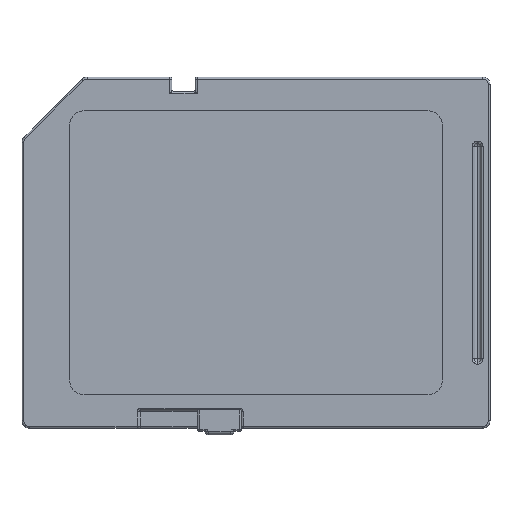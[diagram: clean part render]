
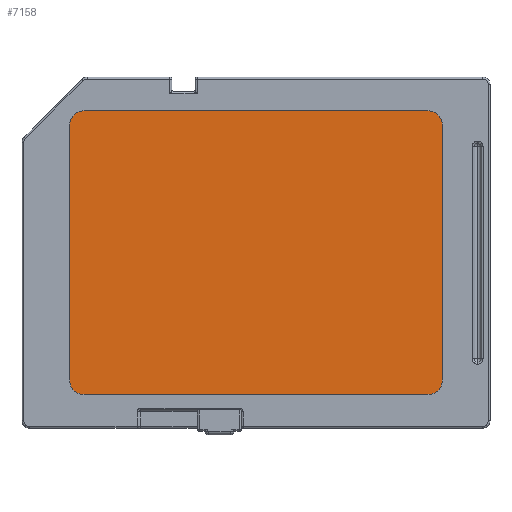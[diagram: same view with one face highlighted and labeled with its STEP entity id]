
A CAD part, top view. The second image highlights one B-rep face of the part: STEP entity #7158.
In plain terms, the highlighted planar face has unit normal (0, 0, 1).
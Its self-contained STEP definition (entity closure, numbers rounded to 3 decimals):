
#576 = ORIENTED_EDGE ( 'NONE', *, *, #6973, .T. ) ;
#578 = ORIENTED_EDGE ( 'NONE', *, *, #6963, .T. ) ;
#579 = ORIENTED_EDGE ( 'NONE', *, *, #6977, .T. ) ;
#580 = ORIENTED_EDGE ( 'NONE', *, *, #6975, .T. ) ;
#581 = ORIENTED_EDGE ( 'NONE', *, *, #6971, .T. ) ;
#582 = ORIENTED_EDGE ( 'NONE', *, *, #6969, .T. ) ;
#583 = ORIENTED_EDGE ( 'NONE', *, *, #6967, .T. ) ;
#584 = ORIENTED_EDGE ( 'NONE', *, *, #6965, .T. ) ;
#1307 = CARTESIAN_POINT ( 'NONE',  ( 11.75, 9.7, 2.05 ) ) ;
#1895 = CARTESIAN_POINT ( 'NONE',  ( -11.75, 9.7, 2.05 ) ) ;
#1927 = CARTESIAN_POINT ( 'NONE',  ( 12.75, -8.7, 2.05 ) ) ;
#2028 = CARTESIAN_POINT ( 'NONE',  ( 11.75, -9.7, 2.05 ) ) ;
#2291 = VERTEX_POINT ( 'NONE', #1307 ) ;
#3786 = CARTESIAN_POINT ( 'NONE',  ( 11.75, -8.7, 2.05 ) ) ;
#4108 = DIRECTION ( 'NONE',  ( 0., 0., 1. ) ) ;
#4109 = DIRECTION ( 'NONE',  ( 1., 0., 0. ) ) ;
#4110 = CARTESIAN_POINT ( 'NONE',  ( -11.75, -8.7, 2.05 ) ) ;
#4114 = LINE ( 'NONE', #4115, #9740 ) ;
#4115 = CARTESIAN_POINT ( 'NONE',  ( 11.75, -9.7, 2.05 ) ) ;
#4116 = DIRECTION ( 'NONE',  ( 1., 0., 0. ) ) ;
#4120 = DIRECTION ( 'NONE',  ( 0., 0., 1. ) ) ;
#4121 = DIRECTION ( 'NONE',  ( -1., 0., 0. ) ) ;
#4122 = CARTESIAN_POINT ( 'NONE',  ( -11.75, 8.7, 2.05 ) ) ;
#4126 = LINE ( 'NONE', #4127, #9744 ) ;
#4127 = CARTESIAN_POINT ( 'NONE',  ( -12.75, -8.7, 2.05 ) ) ;
#4128 = DIRECTION ( 'NONE',  ( 0., -1., 0. ) ) ;
#4132 = DIRECTION ( 'NONE',  ( 0., 0., 1. ) ) ;
#4133 = DIRECTION ( 'NONE',  ( 1., 0., 0. ) ) ;
#4134 = CARTESIAN_POINT ( 'NONE',  ( 11.75, 8.7, 2.05 ) ) ;
#4138 = LINE ( 'NONE', #4139, #9748 ) ;
#4139 = CARTESIAN_POINT ( 'NONE',  ( 11.75, 9.7, 2.05 ) ) ;
#4140 = DIRECTION ( 'NONE',  ( -1., 0., 0. ) ) ;
#4144 = DIRECTION ( 'NONE',  ( 0., 0., 1. ) ) ;
#4145 = DIRECTION ( 'NONE',  ( 1., 0., 0. ) ) ;
#4150 = LINE ( 'NONE', #4151, #9752 ) ;
#4151 = CARTESIAN_POINT ( 'NONE',  ( 12.75, -8.7, 2.05 ) ) ;
#4152 = DIRECTION ( 'NONE',  ( 0., 1., 0. ) ) ;
#4751 = PLANE ( 'NONE',  #9946 ) ;
#4752 = CARTESIAN_POINT ( 'NONE',  ( 11.75, -8.7, 2.05 ) ) ;
#4753 = DIRECTION ( 'NONE',  ( 0., 0., 1. ) ) ;
#4754 = DIRECTION ( 'NONE',  ( 1., 0., 0. ) ) ;
#5368 = CARTESIAN_POINT ( 'NONE',  ( -11.75, -9.7, 2.05 ) ) ;
#5426 = CARTESIAN_POINT ( 'NONE',  ( -12.75, -8.7, 2.05 ) ) ;
#5432 = CARTESIAN_POINT ( 'NONE',  ( -12.75, 8.7, 2.05 ) ) ;
#5900 = CARTESIAN_POINT ( 'NONE',  ( 12.75, 8.7, 2.05 ) ) ;
#6187 = VERTEX_POINT ( 'NONE', #1895 ) ;
#6274 = VERTEX_POINT ( 'NONE', #1927 ) ;
#6518 = VERTEX_POINT ( 'NONE', #2028 ) ;
#6963 = EDGE_CURVE ( 'NONE', #6518, #6274, #9364, .T. ) ;
#6965 = EDGE_CURVE ( 'NONE', #7554, #6518, #4114, .T. ) ;
#6967 = EDGE_CURVE ( 'NONE', #7707, #7554, #9361, .T. ) ;
#6969 = EDGE_CURVE ( 'NONE', #7716, #7707, #4126, .T. ) ;
#6971 = EDGE_CURVE ( 'NONE', #6187, #7716, #9383, .T. ) ;
#6973 = EDGE_CURVE ( 'NONE', #2291, #6187, #4138, .T. ) ;
#6975 = EDGE_CURVE ( 'NONE', #11116, #2291, #9384, .T. ) ;
#6977 = EDGE_CURVE ( 'NONE', #6274, #11116, #4150, .T. ) ;
#7158 = ADVANCED_FACE ( 'NONE', ( #9943 ), #4751, .T. ) ;
#7554 = VERTEX_POINT ( 'NONE', #5368 ) ;
#7707 = VERTEX_POINT ( 'NONE', #5426 ) ;
#7716 = VERTEX_POINT ( 'NONE', #5432 ) ;
#8399 = EDGE_LOOP ( 'NONE', ( #578, #579, #580, #576, #581, #582, #583, #584 ) ) ;
#9361 = CIRCLE ( 'NONE', #9741, 1. ) ;
#9364 = CIRCLE ( 'NONE', #9737, 1. ) ;
#9383 = CIRCLE ( 'NONE', #9745, 1. ) ;
#9384 = CIRCLE ( 'NONE', #9749, 1. ) ;
#9737 = AXIS2_PLACEMENT_3D ( 'NONE', #3786, #4108, #4109 ) ;
#9740 = VECTOR ( 'NONE', #4116, 1000. ) ;
#9741 = AXIS2_PLACEMENT_3D ( 'NONE', #4110, #4120, #4121 ) ;
#9744 = VECTOR ( 'NONE', #4128, 1000. ) ;
#9745 = AXIS2_PLACEMENT_3D ( 'NONE', #4122, #4132, #4133 ) ;
#9748 = VECTOR ( 'NONE', #4140, 1000. ) ;
#9749 = AXIS2_PLACEMENT_3D ( 'NONE', #4134, #4144, #4145 ) ;
#9752 = VECTOR ( 'NONE', #4152, 1000. ) ;
#9943 = FACE_OUTER_BOUND ( 'NONE', #8399, .T. ) ;
#9946 = AXIS2_PLACEMENT_3D ( 'NONE', #4752, #4753, #4754 ) ;
#11116 = VERTEX_POINT ( 'NONE', #5900 ) ;
